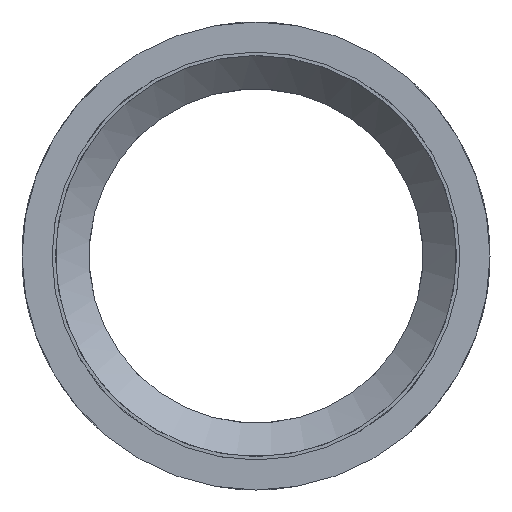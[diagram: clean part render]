
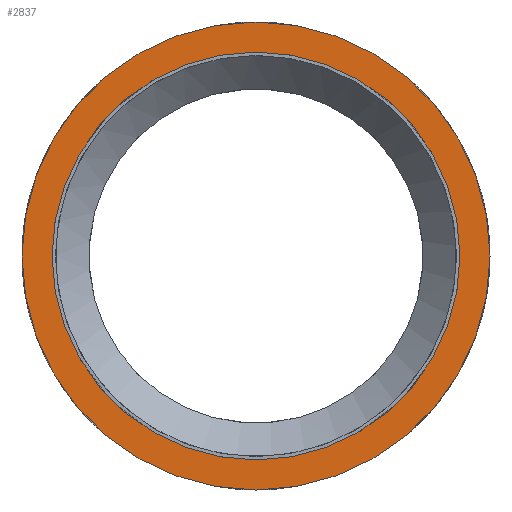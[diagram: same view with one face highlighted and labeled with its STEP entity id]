
A CAD part, front view. The second image highlights one B-rep face of the part: STEP entity #2837.
In plain terms, the highlighted planar face has unit normal (0, -1, 0).
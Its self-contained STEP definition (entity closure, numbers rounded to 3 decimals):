
#67=FACE_BOUND('',#460,.T.);
#153=PLANE('',#3050);
#270=FACE_OUTER_BOUND('',#459,.T.);
#459=EDGE_LOOP('',(#2353));
#460=EDGE_LOOP('',(#2354));
#616=CIRCLE('',#3043,30.5);
#619=CIRCLE('',#3051,35.);
#1365=VERTEX_POINT('',#5186);
#1380=VERTEX_POINT('',#5395);
#1723=EDGE_CURVE('',#1365,#1365,#616,.T.);
#1741=EDGE_CURVE('',#1380,#1380,#619,.T.);
#2353=ORIENTED_EDGE('',*,*,#1741,.T.);
#2354=ORIENTED_EDGE('',*,*,#1723,.T.);
#2837=ADVANCED_FACE('',(#270,#67),#153,.F.);
#3043=AXIS2_PLACEMENT_3D('',#5188,#3566,#3567);
#3050=AXIS2_PLACEMENT_3D('',#5394,#3585,#3586);
#3051=AXIS2_PLACEMENT_3D('',#5396,#3587,#3588);
#3566=DIRECTION('center_axis',(0.,1.,0.));
#3567=DIRECTION('ref_axis',(-1.,0.,0.));
#3585=DIRECTION('center_axis',(0.,1.,0.));
#3586=DIRECTION('ref_axis',(0.707,0.,0.707));
#3587=DIRECTION('center_axis',(0.,-1.,0.));
#3588=DIRECTION('ref_axis',(-0.707,0.,-0.707));
#5186=CARTESIAN_POINT('',(-30.5,-70.,0.));
#5188=CARTESIAN_POINT('Origin',(0.,-70.,0.));
#5394=CARTESIAN_POINT('Origin',(0.,-70.,0.));
#5395=CARTESIAN_POINT('',(-35.,-70.,0.));
#5396=CARTESIAN_POINT('Origin',(0.,-70.,0.));
